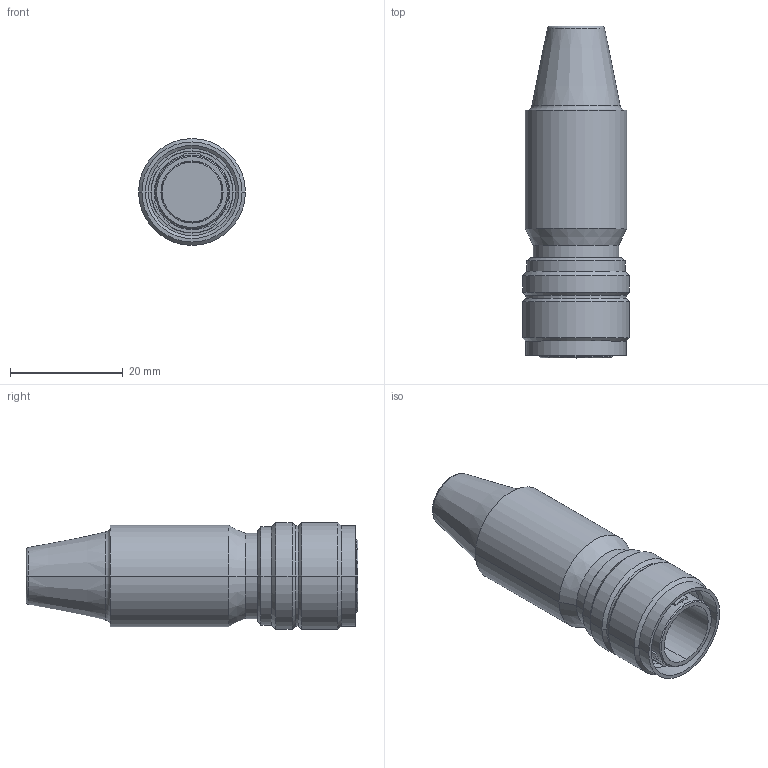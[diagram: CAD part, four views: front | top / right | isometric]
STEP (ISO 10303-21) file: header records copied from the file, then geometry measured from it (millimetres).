
FILE_DESCRIPTION(('CoCreate Modeling STEP Export'),'2;1');
FILE_NAME('HR10A-13P-20P.stp','2012-03-07T 9:58:50',(''),(''),'CoCreate Modeling STEP processor for AP214 (Solid Model)','CoCreate Modeling 17.0 01-Apr-2010 (C) Parametric Technology GmbH','');
FILE_SCHEMA(('AUTOMOTIVE_DESIGN { 1 0 10303 214 1 1 1 1 }'));
Length unit declared in the file: millimetre
Products named in the file (1): HR10A-13P-20P
Bounding box: 19 x 59 x 19 mm (x, y, z)
Volume: 11703.1 mm3; surface area: 4764.3 mm2
Topology: 1 solids, 1 shells, 122 faces, 284 edges, 172 vertices
Faces by surface type: cylinder 41, cone 36, plane 33, torus 12
Entity records: 3521 total; most frequent: CARTESIAN_POINT 1022, ORIENTED_EDGE 568, DIRECTION 454, EDGE_CURVE 284, VERTEX_POINT 172, AXIS2_PLACEMENT_3D 165, EDGE_LOOP 130, VECTOR 124
